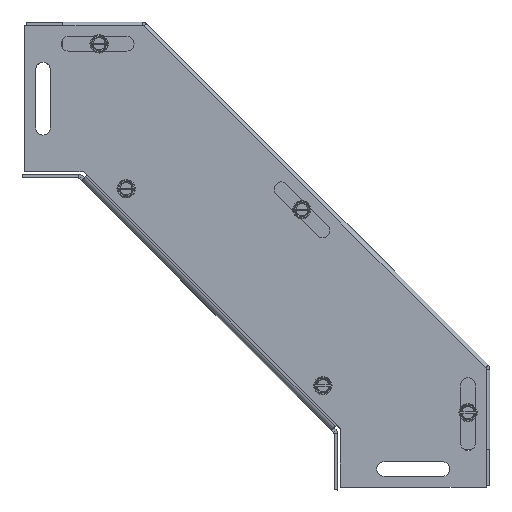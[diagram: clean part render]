
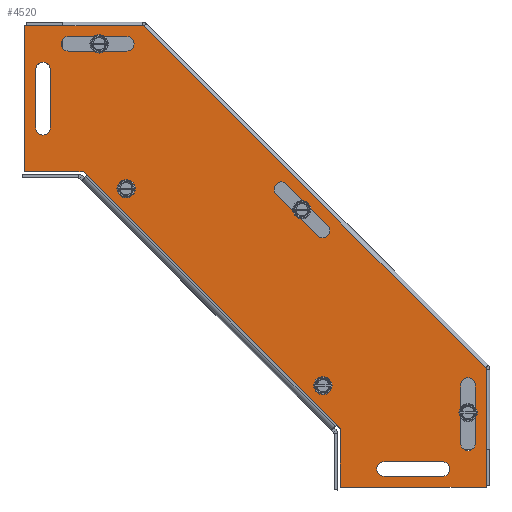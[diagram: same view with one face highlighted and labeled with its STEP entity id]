
A CAD part, top view. The second image highlights one B-rep face of the part: STEP entity #4520.
In plain terms, the highlighted planar face has unit normal (0, 0, 1).
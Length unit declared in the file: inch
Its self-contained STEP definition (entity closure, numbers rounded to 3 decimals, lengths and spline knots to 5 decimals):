
#159=FACE_BOUND('',#720,.T.);
#160=FACE_BOUND('',#721,.T.);
#161=FACE_BOUND('',#722,.T.);
#162=FACE_BOUND('',#723,.T.);
#163=FACE_BOUND('',#724,.T.);
#164=FACE_BOUND('',#725,.T.);
#165=FACE_BOUND('',#726,.T.);
#166=FACE_BOUND('',#727,.T.);
#283=PLANE('',#4827);
#720=EDGE_LOOP('',(#3152,#3153,#3154,#3155));
#721=EDGE_LOOP('',(#3156,#3157,#3158,#3159));
#722=EDGE_LOOP('',(#3160,#3161,#3162,#3163));
#723=EDGE_LOOP('',(#3164,#3165,#3166,#3167));
#724=EDGE_LOOP('',(#3168,#3169,#3170,#3171));
#725=EDGE_LOOP('',(#3172));
#726=EDGE_LOOP('',(#3173));
#727=EDGE_LOOP('',(#3174,#3175,#3176,#3177,#3178,#3179,#3180,#3181));
#1045=LINE('',#6569,#1448);
#1049=LINE('',#6580,#1452);
#1053=LINE('',#6593,#1456);
#1057=LINE('',#6604,#1460);
#1061=LINE('',#6617,#1464);
#1065=LINE('',#6628,#1468);
#1069=LINE('',#6641,#1472);
#1073=LINE('',#6652,#1476);
#1077=LINE('',#6665,#1480);
#1081=LINE('',#6676,#1484);
#1083=LINE('',#6691,#1486);
#1087=LINE('',#6699,#1490);
#1090=LINE('',#6705,#1493);
#1093=LINE('',#6711,#1496);
#1096=LINE('',#6717,#1499);
#1099=LINE('',#6723,#1502);
#1102=LINE('',#6729,#1505);
#1105=LINE('',#6734,#1508);
#1448=VECTOR('',#5244,1.);
#1452=VECTOR('',#5256,1.);
#1456=VECTOR('',#5268,1.);
#1460=VECTOR('',#5280,1.);
#1464=VECTOR('',#5292,1.);
#1468=VECTOR('',#5304,1.);
#1472=VECTOR('',#5316,1.);
#1476=VECTOR('',#5328,1.);
#1480=VECTOR('',#5340,1.);
#1484=VECTOR('',#5352,1.);
#1486=VECTOR('',#5368,2.5);
#1490=VECTOR('',#5374,1.);
#1493=VECTOR('',#5379,6.23138);
#1496=VECTOR('',#5384,1.);
#1499=VECTOR('',#5389,2.5);
#1502=VECTOR('',#5394,2.03553);
#1505=VECTOR('',#5399,8.30245);
#1508=VECTOR('',#5404,2.03553);
#1849=CIRCLE('',#4773,0.125);
#1851=CIRCLE('',#4777,0.125);
#1853=CIRCLE('',#4781,0.125);
#1855=CIRCLE('',#4785,0.125);
#1857=CIRCLE('',#4789,0.125);
#1859=CIRCLE('',#4793,0.125);
#1861=CIRCLE('',#4797,0.125);
#1863=CIRCLE('',#4801,0.125);
#1865=CIRCLE('',#4805,0.125);
#1867=CIRCLE('',#4809,0.125);
#1869=CIRCLE('',#4813,0.125);
#1871=CIRCLE('',#4816,0.125);
#2017=VERTEX_POINT('',#6559);
#2018=VERTEX_POINT('',#6560);
#2021=VERTEX_POINT('',#6568);
#2023=VERTEX_POINT('',#6574);
#2025=VERTEX_POINT('',#6583);
#2026=VERTEX_POINT('',#6584);
#2029=VERTEX_POINT('',#6592);
#2031=VERTEX_POINT('',#6598);
#2033=VERTEX_POINT('',#6607);
#2034=VERTEX_POINT('',#6608);
#2037=VERTEX_POINT('',#6616);
#2039=VERTEX_POINT('',#6622);
#2041=VERTEX_POINT('',#6631);
#2042=VERTEX_POINT('',#6632);
#2045=VERTEX_POINT('',#6640);
#2047=VERTEX_POINT('',#6646);
#2049=VERTEX_POINT('',#6655);
#2050=VERTEX_POINT('',#6656);
#2053=VERTEX_POINT('',#6664);
#2055=VERTEX_POINT('',#6670);
#2057=VERTEX_POINT('',#6679);
#2059=VERTEX_POINT('',#6684);
#2061=VERTEX_POINT('',#6689);
#2062=VERTEX_POINT('',#6690);
#2065=VERTEX_POINT('',#6698);
#2067=VERTEX_POINT('',#6704);
#2069=VERTEX_POINT('',#6710);
#2071=VERTEX_POINT('',#6716);
#2073=VERTEX_POINT('',#6722);
#2075=VERTEX_POINT('',#6728);
#2401=EDGE_CURVE('',#2017,#2018,#1849,.T.);
#2405=EDGE_CURVE('',#2021,#2017,#1045,.T.);
#2408=EDGE_CURVE('',#2023,#2021,#1851,.T.);
#2411=EDGE_CURVE('',#2018,#2023,#1049,.T.);
#2413=EDGE_CURVE('',#2025,#2026,#1853,.T.);
#2417=EDGE_CURVE('',#2029,#2025,#1053,.T.);
#2420=EDGE_CURVE('',#2031,#2029,#1855,.T.);
#2423=EDGE_CURVE('',#2026,#2031,#1057,.T.);
#2425=EDGE_CURVE('',#2033,#2034,#1857,.T.);
#2429=EDGE_CURVE('',#2034,#2037,#1061,.T.);
#2432=EDGE_CURVE('',#2037,#2039,#1859,.T.);
#2435=EDGE_CURVE('',#2039,#2033,#1065,.T.);
#2437=EDGE_CURVE('',#2041,#2042,#1861,.T.);
#2441=EDGE_CURVE('',#2042,#2045,#1069,.T.);
#2444=EDGE_CURVE('',#2045,#2047,#1863,.T.);
#2447=EDGE_CURVE('',#2047,#2041,#1073,.T.);
#2449=EDGE_CURVE('',#2049,#2050,#1865,.T.);
#2453=EDGE_CURVE('',#2050,#2053,#1077,.T.);
#2456=EDGE_CURVE('',#2053,#2055,#1867,.T.);
#2459=EDGE_CURVE('',#2055,#2049,#1081,.T.);
#2461=EDGE_CURVE('',#2057,#2057,#1869,.T.);
#2463=EDGE_CURVE('',#2059,#2059,#1871,.T.);
#2465=EDGE_CURVE('',#2061,#2062,#1083,.T.);
#2469=EDGE_CURVE('',#2062,#2065,#1087,.T.);
#2472=EDGE_CURVE('',#2065,#2067,#1090,.T.);
#2475=EDGE_CURVE('',#2067,#2069,#1093,.T.);
#2478=EDGE_CURVE('',#2069,#2071,#1096,.T.);
#2481=EDGE_CURVE('',#2071,#2073,#1099,.T.);
#2484=EDGE_CURVE('',#2073,#2075,#1102,.T.);
#2487=EDGE_CURVE('',#2075,#2061,#1105,.T.);
#3152=ORIENTED_EDGE('',*,*,#2401,.T.);
#3153=ORIENTED_EDGE('',*,*,#2411,.T.);
#3154=ORIENTED_EDGE('',*,*,#2408,.T.);
#3155=ORIENTED_EDGE('',*,*,#2405,.T.);
#3156=ORIENTED_EDGE('',*,*,#2413,.T.);
#3157=ORIENTED_EDGE('',*,*,#2423,.T.);
#3158=ORIENTED_EDGE('',*,*,#2420,.T.);
#3159=ORIENTED_EDGE('',*,*,#2417,.T.);
#3160=ORIENTED_EDGE('',*,*,#2425,.T.);
#3161=ORIENTED_EDGE('',*,*,#2429,.T.);
#3162=ORIENTED_EDGE('',*,*,#2432,.T.);
#3163=ORIENTED_EDGE('',*,*,#2435,.T.);
#3164=ORIENTED_EDGE('',*,*,#2437,.T.);
#3165=ORIENTED_EDGE('',*,*,#2441,.T.);
#3166=ORIENTED_EDGE('',*,*,#2444,.T.);
#3167=ORIENTED_EDGE('',*,*,#2447,.T.);
#3168=ORIENTED_EDGE('',*,*,#2449,.T.);
#3169=ORIENTED_EDGE('',*,*,#2453,.T.);
#3170=ORIENTED_EDGE('',*,*,#2456,.T.);
#3171=ORIENTED_EDGE('',*,*,#2459,.T.);
#3172=ORIENTED_EDGE('',*,*,#2461,.T.);
#3173=ORIENTED_EDGE('',*,*,#2463,.T.);
#3174=ORIENTED_EDGE('',*,*,#2465,.F.);
#3175=ORIENTED_EDGE('',*,*,#2487,.F.);
#3176=ORIENTED_EDGE('',*,*,#2484,.F.);
#3177=ORIENTED_EDGE('',*,*,#2481,.F.);
#3178=ORIENTED_EDGE('',*,*,#2478,.F.);
#3179=ORIENTED_EDGE('',*,*,#2475,.F.);
#3180=ORIENTED_EDGE('',*,*,#2472,.F.);
#3181=ORIENTED_EDGE('',*,*,#2469,.F.);
#4520=ADVANCED_FACE('',(#159,#160,#161,#162,#163,#164,#165,#166),#283,.T.);
#4773=AXIS2_PLACEMENT_3D('',#6561,#5236,#5237);
#4777=AXIS2_PLACEMENT_3D('',#6575,#5249,#5250);
#4781=AXIS2_PLACEMENT_3D('',#6585,#5260,#5261);
#4785=AXIS2_PLACEMENT_3D('',#6599,#5273,#5274);
#4789=AXIS2_PLACEMENT_3D('',#6609,#5284,#5285);
#4793=AXIS2_PLACEMENT_3D('',#6623,#5297,#5298);
#4797=AXIS2_PLACEMENT_3D('',#6633,#5308,#5309);
#4801=AXIS2_PLACEMENT_3D('',#6647,#5321,#5322);
#4805=AXIS2_PLACEMENT_3D('',#6657,#5332,#5333);
#4809=AXIS2_PLACEMENT_3D('',#6671,#5345,#5346);
#4813=AXIS2_PLACEMENT_3D('',#6680,#5356,#5357);
#4816=AXIS2_PLACEMENT_3D('',#6685,#5362,#5363);
#4827=AXIS2_PLACEMENT_3D('',#6737,#5408,#5409);
#5236=DIRECTION('center_axis',(0.,0.,-1.));
#5237=DIRECTION('ref_axis',(-1.,0.,0.));
#5244=DIRECTION('',(0.,-1.,0.));
#5249=DIRECTION('center_axis',(0.,0.,-1.));
#5250=DIRECTION('ref_axis',(1.,0.,0.));
#5256=DIRECTION('',(0.,1.,0.));
#5260=DIRECTION('center_axis',(0.,0.,-1.));
#5261=DIRECTION('ref_axis',(0.,-1.,0.));
#5268=DIRECTION('',(1.,0.,0.));
#5273=DIRECTION('center_axis',(0.,0.,-1.));
#5274=DIRECTION('ref_axis',(0.,1.,0.));
#5280=DIRECTION('',(-1.,0.,0.));
#5284=DIRECTION('center_axis',(0.,0.,-1.));
#5285=DIRECTION('ref_axis',(1.,0.,0.));
#5292=DIRECTION('',(0.,-1.,0.));
#5297=DIRECTION('center_axis',(0.,0.,-1.));
#5298=DIRECTION('ref_axis',(-1.,0.,0.));
#5304=DIRECTION('',(0.,1.,0.));
#5308=DIRECTION('center_axis',(0.,0.,-1.));
#5309=DIRECTION('ref_axis',(0.,1.,0.));
#5316=DIRECTION('',(1.,0.,0.));
#5321=DIRECTION('center_axis',(0.,0.,-1.));
#5322=DIRECTION('ref_axis',(0.,-1.,0.));
#5328=DIRECTION('',(-1.,0.,0.));
#5332=DIRECTION('center_axis',(0.,0.,-1.));
#5333=DIRECTION('ref_axis',(0.707,0.707,0.));
#5340=DIRECTION('',(0.707,-0.707,0.));
#5345=DIRECTION('center_axis',(0.,0.,-1.));
#5346=DIRECTION('ref_axis',(-0.707,-0.707,0.));
#5352=DIRECTION('',(-0.707,0.707,0.));
#5356=DIRECTION('center_axis',(0.,0.,-1.));
#5357=DIRECTION('ref_axis',(-1.,0.,0.));
#5362=DIRECTION('center_axis',(0.,0.,-1.));
#5363=DIRECTION('ref_axis',(-1.,0.,0.));
#5368=DIRECTION('',(-1.,0.,0.));
#5374=DIRECTION('',(0.,1.,0.));
#5379=DIRECTION('',(-0.707,0.707,0.));
#5384=DIRECTION('',(-1.,0.,0.));
#5389=DIRECTION('',(0.,1.,0.));
#5394=DIRECTION('',(1.,0.,0.));
#5399=DIRECTION('',(0.707,-0.707,0.));
#5404=DIRECTION('',(0.,-1.,0.));
#5408=DIRECTION('center_axis',(0.,0.,1.));
#5409=DIRECTION('ref_axis',(1.,0.,0.));
#6559=CARTESIAN_POINT('',(-3.51563,2.20313,0.074));
#6560=CARTESIAN_POINT('',(-3.76563,2.20313,0.074));
#6561=CARTESIAN_POINT('Origin',(-3.64063,2.20313,0.074));
#6568=CARTESIAN_POINT('',(-3.51563,3.20313,0.074));
#6569=CARTESIAN_POINT('',(-3.51563,1.61568,0.074));
#6574=CARTESIAN_POINT('',(-3.76563,3.20313,0.074));
#6575=CARTESIAN_POINT('Origin',(-3.64063,3.20313,0.074));
#6580=CARTESIAN_POINT('',(-3.76563,1.11568,0.074));
#6583=CARTESIAN_POINT('',(3.20313,-3.51563,0.074));
#6584=CARTESIAN_POINT('',(3.20313,-3.76563,0.074));
#6585=CARTESIAN_POINT('Origin',(3.20313,-3.64063,0.074));
#6592=CARTESIAN_POINT('',(2.20313,-3.51563,0.074));
#6593=CARTESIAN_POINT('',(1.11568,-3.51563,0.074));
#6598=CARTESIAN_POINT('',(2.20313,-3.76563,0.074));
#6599=CARTESIAN_POINT('Origin',(2.20313,-3.64063,0.074));
#6604=CARTESIAN_POINT('',(1.61568,-3.76563,0.074));
#6607=CARTESIAN_POINT('',(3.51563,-2.20313,0.074));
#6608=CARTESIAN_POINT('',(3.76563,-2.20313,0.074));
#6609=CARTESIAN_POINT('Origin',(3.64063,-2.20313,0.074));
#6616=CARTESIAN_POINT('',(3.76563,-3.20313,0.074));
#6617=CARTESIAN_POINT('',(3.76563,-1.08744,0.074));
#6622=CARTESIAN_POINT('',(3.51563,-3.20313,0.074));
#6623=CARTESIAN_POINT('Origin',(3.64063,-3.20313,0.074));
#6628=CARTESIAN_POINT('',(3.51563,-1.58744,0.074));
#6631=CARTESIAN_POINT('',(-3.20313,3.51563,0.074));
#6632=CARTESIAN_POINT('',(-3.20313,3.76563,0.074));
#6633=CARTESIAN_POINT('Origin',(-3.20313,3.64063,0.074));
#6640=CARTESIAN_POINT('',(-2.20313,3.76563,0.074));
#6641=CARTESIAN_POINT('',(-1.58744,3.76563,0.074));
#6646=CARTESIAN_POINT('',(-2.20313,3.51563,0.074));
#6647=CARTESIAN_POINT('Origin',(-2.20313,3.64063,0.074));
#6652=CARTESIAN_POINT('',(-1.08744,3.51563,0.074));
#6655=CARTESIAN_POINT('',(0.35485,1.06196,0.074));
#6656=CARTESIAN_POINT('',(0.53163,1.23874,0.074));
#6657=CARTESIAN_POINT('Origin',(0.44324,1.15035,0.074));
#6664=CARTESIAN_POINT('',(1.23874,0.53163,0.074));
#6665=CARTESIAN_POINT('',(0.70841,1.06196,0.074));
#6670=CARTESIAN_POINT('',(1.06196,0.35485,0.074));
#6671=CARTESIAN_POINT('Origin',(1.15035,0.44324,0.074));
#6676=CARTESIAN_POINT('',(0.88518,0.53163,0.074));
#6679=CARTESIAN_POINT('',(1.28167,-2.21473,0.074));
#6680=CARTESIAN_POINT('Origin',(1.15667,-2.21473,0.074));
#6684=CARTESIAN_POINT('',(-2.08973,1.15667,0.074));
#6685=CARTESIAN_POINT('Origin',(-2.21473,1.15667,0.074));
#6689=CARTESIAN_POINT('',(3.95313,-3.95313,0.074));
#6690=CARTESIAN_POINT('',(1.45313,-3.95313,0.074));
#6691=CARTESIAN_POINT('',(-3.95313,-3.95313,0.074));
#6698=CARTESIAN_POINT('',(1.45313,-2.95313,0.074));
#6699=CARTESIAN_POINT('',(1.45313,-2.95313,0.074));
#6704=CARTESIAN_POINT('',(-2.95313,1.45313,0.074));
#6705=CARTESIAN_POINT('',(-2.95313,1.45313,0.074));
#6710=CARTESIAN_POINT('',(-3.95313,1.45313,0.074));
#6711=CARTESIAN_POINT('',(-3.95313,1.45313,0.074));
#6716=CARTESIAN_POINT('',(-3.95313,3.95313,0.074));
#6717=CARTESIAN_POINT('',(-3.95313,3.95313,0.074));
#6722=CARTESIAN_POINT('',(-1.91759,3.95313,0.074));
#6723=CARTESIAN_POINT('',(3.95313,3.95313,0.074));
#6728=CARTESIAN_POINT('',(3.95313,-1.91759,0.074));
#6729=CARTESIAN_POINT('',(3.95313,-1.91759,0.074));
#6734=CARTESIAN_POINT('',(3.95313,-3.95313,0.074));
#6737=CARTESIAN_POINT('Origin',(0.02824,0.02824,0.074));
